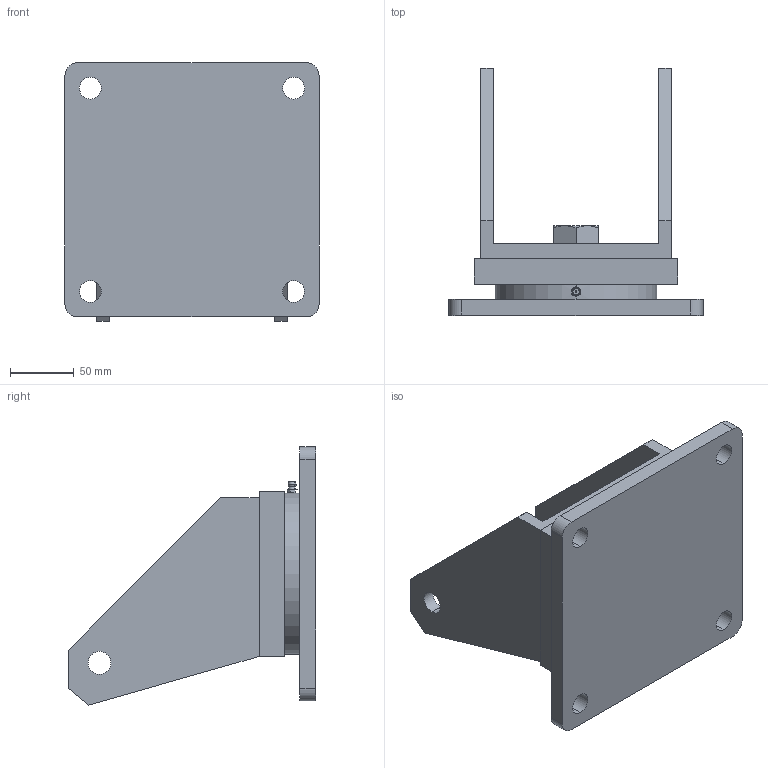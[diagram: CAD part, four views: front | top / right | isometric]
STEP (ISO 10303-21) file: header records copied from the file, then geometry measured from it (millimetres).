
FILE_DESCRIPTION (( 'STEP AP214' ), '1' );
FILE_NAME ('0018561.step', '2022-06-29T11:17:51', ( '' ), ( '' ), 'SwSTEP 2.0', 'SolidWorks 2020', '' );
FILE_SCHEMA (( 'AUTOMOTIVE_DESIGN' ));
Length unit declared in the file: millimetre
Products named in the file (1): 0018561
Bounding box: 200 x 194.5 x 203.42 mm (x, y, z)
Surface area: 213005.4 mm2 (no closed solid volume)
Topology: 0 solids, 9 shells, 88 faces, 242 edges, 160 vertices
Faces by surface type: plane 46, cylinder 22, cone 16, sphere 4
Entity records: 3620 total; most frequent: CARTESIAN_POINT 787, DIRECTION 466, ORIENTED_EDGE 430, EDGE_CURVE 238, AXIS2_PLACEMENT_3D 169, VERTEX_POINT 158, LINE 128, VECTOR 128
